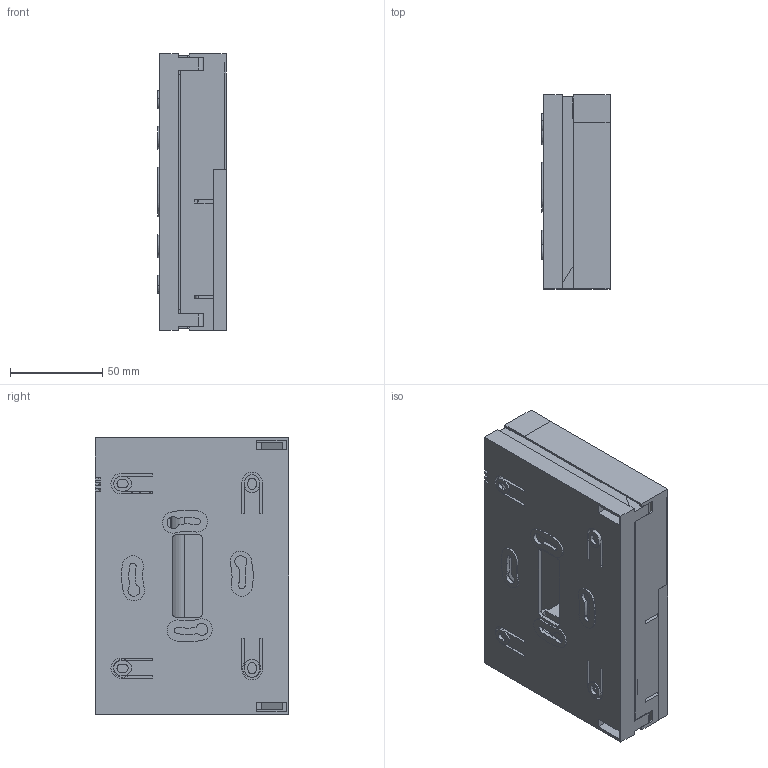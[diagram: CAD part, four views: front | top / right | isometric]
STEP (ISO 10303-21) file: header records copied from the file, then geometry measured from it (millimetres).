
FILE_DESCRIPTION (( 'STEP AP214' ), '1' );
FILE_NAME ('3D ìîäåëü ÒÐÌ200-Í2.STEP', '2015-09-17T07:11:32', ( 'adm' ), ( 'owen' ), 'SwSTEP 2.0', 'SolidWorks 2013', '' );
FILE_SCHEMA (( 'AUTOMOTIVE_DESIGN' ));
Length unit declared in the file: millimetre
Products named in the file (9): 3D ìîäåëü ÒÐÌ200-Í2; Íàêëàäêà_íà_ýëåìåíòû_èíäèêàöèè; ﾊ鮻; Çàùåëêà_âåðõíÿÿ; 署赅_觏铒铌; Îñü ïîâîðîòíàÿ äëÿ ïàíåëè êíîïîê; Êðûøêà_ýëåêòðîííîãî_áëîêà; ﾑ渼濱鈞蓖
Assembly tree (9 placements, depth 3):
  3D ìîäåëü ÒÐÌ200-Í2
    Çàùåëêà_âåðõíÿÿ
    Êðûøêà_ýëåêòðîííîãî_áëîêà
      Îñü ïîâîðîòíàÿ äëÿ ïàíåëè êíîïîê  x2
      署赅_觏铒铌
      Êðûøêà_ýëåêòðîííîãî_áëîêà
    ﾊ鮻
    Íàêëàäêà_íà_ýëåìåíòû_èíäèêàöèè
    ﾑ渼濱鈞蓖
Bounding box: 37 x 105 x 150 mm (x, y, z)
Volume: 130298.9 mm3; surface area: 170570.4 mm2
Topology: 8 solids, 8 shells, 1321 faces, 3723 edges, 2458 vertices
Faces by surface type: plane 648, bspline 385, cylinder 237, cone 39, torus 12
Entity records: 50675 total; most frequent: CARTESIAN_POINT 12504, ORIENTED_EDGE 7410, DIRECTION 5331, EDGE_CURVE 3705, VERTEX_POINT 2446, VECTOR 2401, LINE 2401, AXIS2_PLACEMENT_3D 1465
